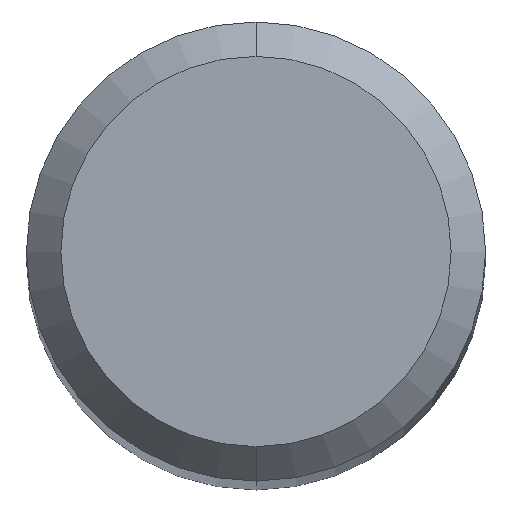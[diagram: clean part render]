
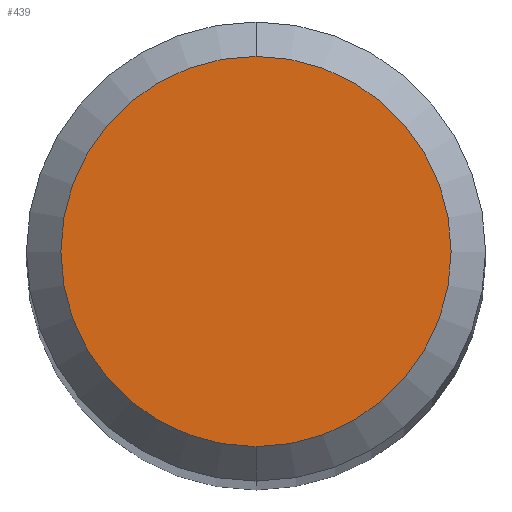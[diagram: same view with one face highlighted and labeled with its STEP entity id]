
A CAD part, top view. The second image highlights one B-rep face of the part: STEP entity #439.
In plain terms, the highlighted planar face has unit normal (0, 0, 1).
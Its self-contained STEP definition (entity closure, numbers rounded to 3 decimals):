
#439=ADVANCED_FACE('',(#1024),#1025,.T.);
#575=VERTEX_POINT('',#1175);
#577=EDGE_CURVE('',#575,#585,#1177,.T.);
#585=VERTEX_POINT('',#1185);
#609=EDGE_CURVE('',#585,#575,#1210,.T.);
#1024=FACE_OUTER_BOUND('',#1861,.T.);
#1025=PLANE('',#1862);
#1175=CARTESIAN_POINT('',(0.,-1.7,0.0));
#1177=CIRCLE('',#2518,1.7);
#1185=CARTESIAN_POINT('',(0.0,1.7,0.0));
#1210=CIRCLE('',#2958,1.7);
#1861=EDGE_LOOP('',(#4578,#4579));
#1862=AXIS2_PLACEMENT_3D('',#4580,#4581,#4582);
#2518=AXIS2_PLACEMENT_3D('',#4759,#4760,#4761);
#2958=AXIS2_PLACEMENT_3D('',#4778,#4779,#4780);
#4578=ORIENTED_EDGE('',*,*,#609,.F.);
#4579=ORIENTED_EDGE('',*,*,#577,.F.);
#4580=CARTESIAN_POINT('',(0.0,0.85,0.0));
#4581=DIRECTION('',(-0.0,0.0,1.0));
#4582=DIRECTION('',(0.0,-1.0,0.0));
#4759=CARTESIAN_POINT('',(0.0,0.0,0.0));
#4760=DIRECTION('',(0.0,0.0,-1.0));
#4761=DIRECTION('',(0.0,1.0,0.0));
#4778=CARTESIAN_POINT('',(0.0,0.0,0.0));
#4779=DIRECTION('',(0.0,0.0,-1.0));
#4780=DIRECTION('',(0.0,1.0,0.0));
